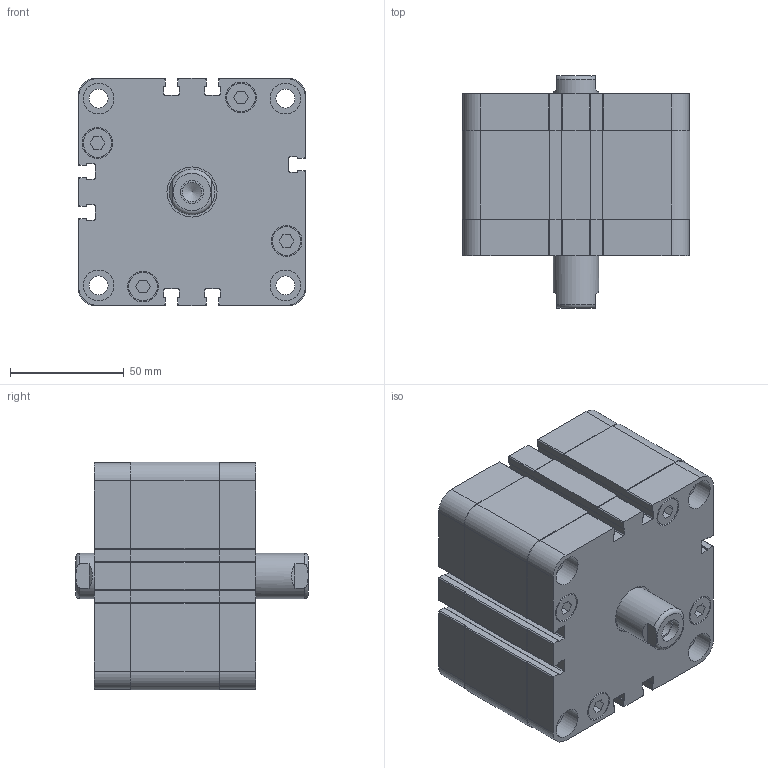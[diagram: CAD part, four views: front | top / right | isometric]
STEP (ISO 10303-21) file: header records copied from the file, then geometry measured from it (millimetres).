
FILE_DESCRIPTION((''),'2;1');
FILE_NAME('ADMP080.015.GS.F.stp','2011-07-29T14:33:21',('Administrator'),(''),'Autodesk Inventor 2012','Autodesk Inventor 2012','');
FILE_SCHEMA(('AUTOMOTIVE_DESIGN { 1 0 10303 214 1 1 1 1 }'));
Length unit declared in the file: millimetre
Products named in the file (1): ADMP080.015.GS.F
Bounding box: 100 x 102 x 100 mm (x, y, z)
Volume: 661914.9 mm3; surface area: 70523.1 mm2
Topology: 1 solids, 1 shells, 382 faces, 1018 edges, 678 vertices
Faces by surface type: plane 222, cylinder 156, cone 2, torus 2
Full cylindrical faces by diameter (mm): 8.376 x4, 8.566 x4, 10.25 x2, 12.5 x8, 13.5 x16, 20 x2, 22 x2
Entity records: 12189 total; most frequent: CARTESIAN_POINT 2109, DIRECTION 2052, ORIENTED_EDGE 1940, EDGE_CURVE 970, AXIS2_PLACEMENT_3D 703, VERTEX_POINT 672, VECTOR 646, LINE 646
